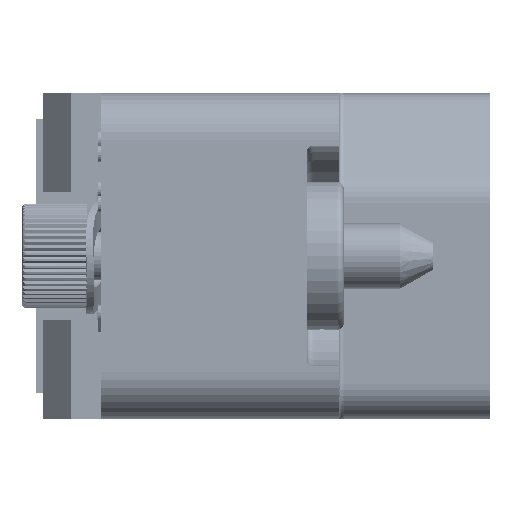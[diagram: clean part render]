
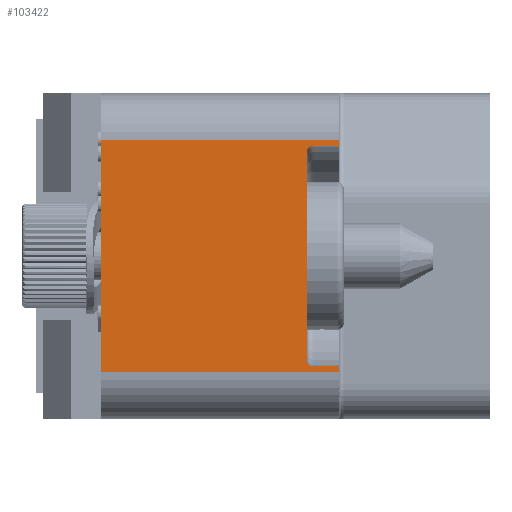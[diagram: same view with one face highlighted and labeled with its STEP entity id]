
A CAD part, left-side view. The second image highlights one B-rep face of the part: STEP entity #103422.
In plain terms, the highlighted planar face has unit normal (-1, 0, 0).
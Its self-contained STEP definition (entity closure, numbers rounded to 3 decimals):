
#1720=DIRECTION('',(0.,1.,0.));
#1721=VECTOR('',#1720,10.25);
#1722=CARTESIAN_POINT('',(-40.,0.,-5.));
#1723=LINE('',#1722,#1721);
#1729=DIRECTION('',(0.,0.,-1.));
#1730=VECTOR('',#1729,10.);
#1731=CARTESIAN_POINT('',(-40.,10.25,5.));
#1732=LINE('',#1731,#1730);
#2270=DIRECTION('',(0.,-1.,0.));
#2271=VECTOR('',#2270,10.25);
#2272=CARTESIAN_POINT('',(-40.,10.25,5.));
#2273=LINE('',#2272,#2271);
#10402=DIRECTION('',(0.,0.,1.));
#10403=VECTOR('',#10402,8.9);
#10404=CARTESIAN_POINT('',(-40.,1.4,-4.45));
#10405=LINE('',#10404,#10403);
#10406=DIRECTION('',(0.,1.,0.));
#10407=VECTOR('',#10406,1.1);
#10408=CARTESIAN_POINT('',(-40.,0.,-4.75));
#10409=LINE('',#10408,#10407);
#10410=DIRECTION('',(0.,0.,-1.));
#10411=VECTOR('',#10410,0.25);
#10412=CARTESIAN_POINT('',(-40.,0.,-4.75));
#10413=LINE('',#10412,#10411);
#10414=DIRECTION('',(0.,0.,-1.));
#10415=VECTOR('',#10414,0.25);
#10416=CARTESIAN_POINT('',(-40.,0.,5.));
#10417=LINE('',#10416,#10415);
#10418=DIRECTION('',(0.,1.,0.));
#10419=VECTOR('',#10418,1.1);
#10420=CARTESIAN_POINT('',(-40.,0.,4.75));
#10421=LINE('',#10420,#10419);
#10445=CARTESIAN_POINT('',(-40.,1.1,-4.45));
#10446=DIRECTION('',(1.,0.,0.));
#10447=DIRECTION('',(0.,0.,-1.));
#10448=AXIS2_PLACEMENT_3D('',#10445,#10446,#10447);
#10469=CARTESIAN_POINT('',(-40.,1.1,4.45));
#10470=DIRECTION('',(1.,0.,0.));
#10471=DIRECTION('',(0.,1.,0.));
#10472=AXIS2_PLACEMENT_3D('',#10469,#10470,#10471);
#77111=CARTESIAN_POINT('',(-40.,0.,5.));
#77112=VERTEX_POINT('',#77111);
#77113=CARTESIAN_POINT('',(-40.,10.25,5.));
#77114=VERTEX_POINT('',#77113);
#77119=CARTESIAN_POINT('',(-40.,10.25,-5.));
#77120=VERTEX_POINT('',#77119);
#77121=CARTESIAN_POINT('',(-40.,0.,-5.));
#77122=VERTEX_POINT('',#77121);
#77131=CARTESIAN_POINT('',(-40.,0.,-4.75));
#77133=VERTEX_POINT('',#77131);
#77137=CARTESIAN_POINT('',(-40.,0.,4.75));
#77138=VERTEX_POINT('',#77137);
#77348=CARTESIAN_POINT('',(-40.,1.4,-4.45));
#77350=VERTEX_POINT('',#77348);
#77352=CARTESIAN_POINT('',(-40.,1.1,-4.75));
#77354=VERTEX_POINT('',#77352);
#77359=CARTESIAN_POINT('',(-40.,1.4,4.45));
#77360=VERTEX_POINT('',#77359);
#77361=CARTESIAN_POINT('',(-40.,1.1,4.75));
#77362=VERTEX_POINT('',#77361);
#103400=CARTESIAN_POINT('',(-40.,0.,7.));
#103401=DIRECTION('',(-1.,0.,0.));
#103402=DIRECTION('',(0.,1.,0.));
#103403=AXIS2_PLACEMENT_3D('',#103400,#103401,#103402);
#103404=PLANE('',#103403);
#103406=ORIENTED_EDGE('',*,*,#103405,.F.);
#103408=ORIENTED_EDGE('',*,*,#103407,.F.);
#103410=ORIENTED_EDGE('',*,*,#103409,.F.);
#103411=ORIENTED_EDGE('',*,*,#94466,.T.);
#103412=ORIENTED_EDGE('',*,*,#94499,.T.);
#103413=ORIENTED_EDGE('',*,*,#94512,.F.);
#103414=ORIENTED_EDGE('',*,*,#94819,.T.);
#103415=ORIENTED_EDGE('',*,*,#94474,.T.);
#103417=ORIENTED_EDGE('',*,*,#103416,.T.);
#103419=ORIENTED_EDGE('',*,*,#103418,.F.);
#103420=EDGE_LOOP('',(#103406,#103408,#103410,#103411,#103412,#103413,#103414,
#103415,#103417,#103419));
#103421=FACE_OUTER_BOUND('',#103420,.F.);
#103422=ADVANCED_FACE('',(#103421),#103404,.T.);
#10449=CIRCLE('',#10448,0.3);
#10473=CIRCLE('',#10472,0.3);
#94466=EDGE_CURVE('',#77133,#77122,#10413,.T.);
#94474=EDGE_CURVE('',#77112,#77138,#10417,.T.);
#94499=EDGE_CURVE('',#77122,#77120,#1723,.T.);
#94512=EDGE_CURVE('',#77114,#77120,#1732,.T.);
#94819=EDGE_CURVE('',#77114,#77112,#2273,.T.);
#103405=EDGE_CURVE('',#77350,#77360,#10405,.T.);
#103407=EDGE_CURVE('',#77354,#77350,#10449,.T.);
#103409=EDGE_CURVE('',#77133,#77354,#10409,.T.);
#103416=EDGE_CURVE('',#77138,#77362,#10421,.T.);
#103418=EDGE_CURVE('',#77360,#77362,#10473,.T.);
